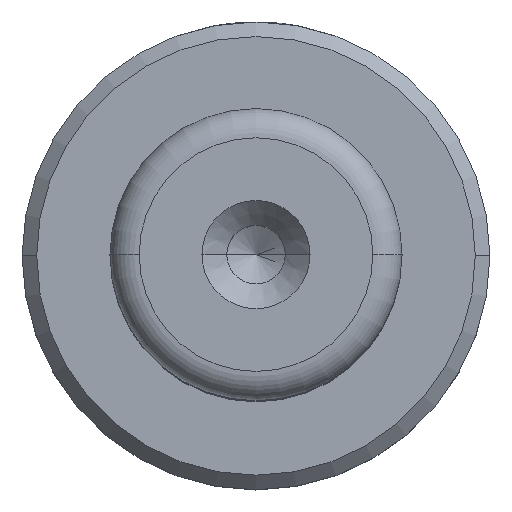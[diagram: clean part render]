
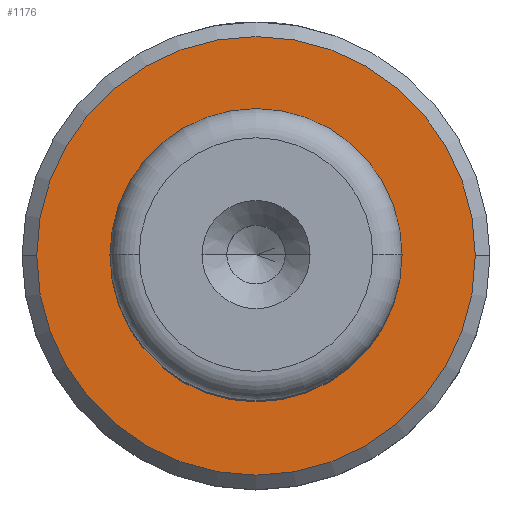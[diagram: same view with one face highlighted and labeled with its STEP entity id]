
A CAD part, top view. The second image highlights one B-rep face of the part: STEP entity #1176.
In plain terms, the highlighted planar face has unit normal (0, 0, 1).
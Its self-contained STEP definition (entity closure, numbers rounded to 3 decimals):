
#39 = CIRCLE ( 'NONE', #617, 7.5 ) ;
#84 = CARTESIAN_POINT ( 'NONE',  ( 7.5, 0., 13. ) ) ;
#95 = EDGE_CURVE ( 'NONE', #1318, #2017, #876, .T. ) ;
#159 = CARTESIAN_POINT ( 'NONE',  ( 0., 0., 13. ) ) ;
#169 = EDGE_LOOP ( 'NONE', ( #2092, #2149 ) ) ;
#221 = DIRECTION ( 'NONE',  ( 0., 0., 1. ) ) ;
#340 = DIRECTION ( 'NONE',  ( 1., 0., 0. ) ) ;
#406 = CARTESIAN_POINT ( 'NONE',  ( -4.495, 0., 13. ) ) ;
#413 = DIRECTION ( 'NONE',  ( 0., 0., -1. ) ) ;
#473 = CARTESIAN_POINT ( 'NONE',  ( 0., 0., 13. ) ) ;
#617 = AXIS2_PLACEMENT_3D ( 'NONE', #159, #1446, #340 ) ;
#659 = DIRECTION ( 'NONE',  ( -1., 0., 0. ) ) ;
#718 = DIRECTION ( 'NONE',  ( 0., 0., 1. ) ) ;
#788 = EDGE_CURVE ( 'NONE', #2017, #1318, #39, .T. ) ;
#876 = CIRCLE ( 'NONE', #2363, 7.5 ) ;
#1169 = CIRCLE ( 'NONE', #1926, 4.495 ) ;
#1176 = ADVANCED_FACE ( 'NONE', ( #1719, #2262 ), #2243, .T. ) ;
#1177 = CARTESIAN_POINT ( 'NONE',  ( -7.5, 0., 13. ) ) ;
#1201 = EDGE_CURVE ( 'NONE', #1388, #2274, #1169, .T. ) ;
#1318 = VERTEX_POINT ( 'NONE', #1177 ) ;
#1328 = CARTESIAN_POINT ( 'NONE',  ( 0., 0., 13. ) ) ;
#1388 = VERTEX_POINT ( 'NONE', #2132 ) ;
#1442 = ORIENTED_EDGE ( 'NONE', *, *, #1201, .T. ) ;
#1446 = DIRECTION ( 'NONE',  ( 0., 0., 1. ) ) ;
#1469 = EDGE_LOOP ( 'NONE', ( #1442, #1772 ) ) ;
#1517 = DIRECTION ( 'NONE',  ( 1., 0., 0. ) ) ;
#1527 = CARTESIAN_POINT ( 'NONE',  ( 0., 0., 13. ) ) ;
#1661 = EDGE_CURVE ( 'NONE', #2274, #1388, #2147, .T. ) ;
#1704 = DIRECTION ( 'NONE',  ( -1., 0., 0. ) ) ;
#1719 = FACE_OUTER_BOUND ( 'NONE', #169, .T. ) ;
#1761 = DIRECTION ( 'NONE',  ( 0., 0., -1. ) ) ;
#1772 = ORIENTED_EDGE ( 'NONE', *, *, #1661, .T. ) ;
#1808 = AXIS2_PLACEMENT_3D ( 'NONE', #1328, #221, #1517 ) ;
#1827 = CARTESIAN_POINT ( 'NONE',  ( 0., 0., 13. ) ) ;
#1926 = AXIS2_PLACEMENT_3D ( 'NONE', #1527, #413, #1704 ) ;
#2012 = DIRECTION ( 'NONE',  ( 1., 0., 0. ) ) ;
#2017 = VERTEX_POINT ( 'NONE', #84 ) ;
#2079 = AXIS2_PLACEMENT_3D ( 'NONE', #473, #1761, #659 ) ;
#2092 = ORIENTED_EDGE ( 'NONE', *, *, #95, .T. ) ;
#2132 = CARTESIAN_POINT ( 'NONE',  ( 4.495, 0., 13. ) ) ;
#2147 = CIRCLE ( 'NONE', #2079, 4.495 ) ;
#2149 = ORIENTED_EDGE ( 'NONE', *, *, #788, .T. ) ;
#2243 = PLANE ( 'NONE',  #1808 ) ;
#2262 = FACE_BOUND ( 'NONE', #1469, .T. ) ;
#2274 = VERTEX_POINT ( 'NONE', #406 ) ;
#2363 = AXIS2_PLACEMENT_3D ( 'NONE', #1827, #718, #2012 ) ;
